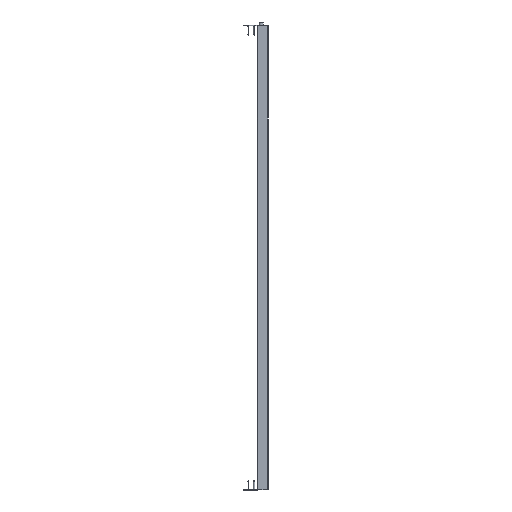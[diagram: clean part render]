
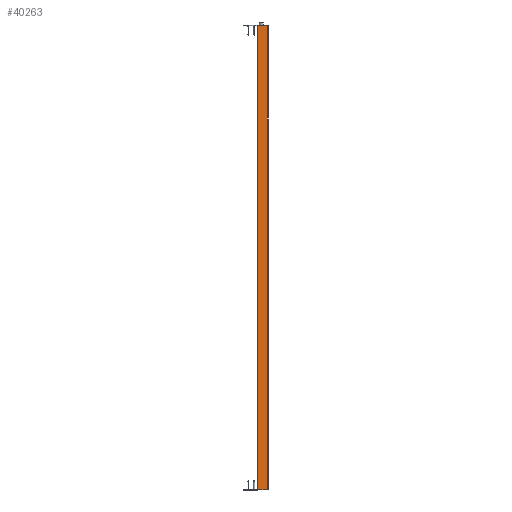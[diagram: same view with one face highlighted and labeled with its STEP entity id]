
A CAD part, left-side view. The second image highlights one B-rep face of the part: STEP entity #40263.
In plain terms, the highlighted planar face has unit normal (-1, 0, 0).
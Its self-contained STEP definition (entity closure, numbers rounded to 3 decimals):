
#2358 = EDGE_CURVE ( 'NONE', #8566, #5750, #29805, .T. ) ;
#4289 = CARTESIAN_POINT ( 'NONE',  ( -10., 0., 958. ) ) ;
#5062 = VECTOR ( 'NONE', #22610, 1000. ) ;
#5750 = VERTEX_POINT ( 'NONE', #39079 ) ;
#5936 = VERTEX_POINT ( 'NONE', #4289 ) ;
#5964 = CARTESIAN_POINT ( 'NONE',  ( -10., -19., 958. ) ) ;
#6077 = ORIENTED_EDGE ( 'NONE', *, *, #2358, .T. ) ;
#7066 = DIRECTION ( 'NONE',  ( 1., 0., 0. ) ) ;
#7875 = DIRECTION ( 'NONE',  ( 0., 0., -1. ) ) ;
#7962 = LINE ( 'NONE', #29961, #26179 ) ;
#8566 = VERTEX_POINT ( 'NONE', #39057 ) ;
#8872 = EDGE_LOOP ( 'NONE', ( #32663, #38848, #6077, #34302 ) ) ;
#10698 = PLANE ( 'NONE',  #34761 ) ;
#11926 = CARTESIAN_POINT ( 'NONE',  ( -10., 1., 0. ) ) ;
#14830 = FACE_OUTER_BOUND ( 'NONE', #8872, .T. ) ;
#16317 = VECTOR ( 'NONE', #7875, 1000. ) ;
#21824 = VECTOR ( 'NONE', #22563, 1000. ) ;
#22409 = EDGE_CURVE ( 'NONE', #31466, #5750, #40967, .T. ) ;
#22478 = DIRECTION ( 'NONE',  ( 0., -1., 0. ) ) ;
#22543 = CARTESIAN_POINT ( 'NONE',  ( -10., 1., 958. ) ) ;
#22563 = DIRECTION ( 'NONE',  ( 0., -1., 0. ) ) ;
#22610 = DIRECTION ( 'NONE',  ( 0., 0., -1. ) ) ;
#25982 = LINE ( 'NONE', #33477, #5062 ) ;
#26179 = VECTOR ( 'NONE', #22478, 1000. ) ;
#26602 = EDGE_CURVE ( 'NONE', #5936, #8566, #25982, .T. ) ;
#29805 = LINE ( 'NONE', #11926, #21824 ) ;
#29961 = CARTESIAN_POINT ( 'NONE',  ( -10., 1., 958. ) ) ;
#31466 = VERTEX_POINT ( 'NONE', #5964 ) ;
#32663 = ORIENTED_EDGE ( 'NONE', *, *, #36666, .F. ) ;
#32922 = DIRECTION ( 'NONE',  ( 0., 1., 0. ) ) ;
#33477 = CARTESIAN_POINT ( 'NONE',  ( -10., 0., 958. ) ) ;
#34302 = ORIENTED_EDGE ( 'NONE', *, *, #22409, .F. ) ;
#34761 = AXIS2_PLACEMENT_3D ( 'NONE', #22543, #7066, #32922 ) ;
#36666 = EDGE_CURVE ( 'NONE', #5936, #31466, #7962, .T. ) ;
#38848 = ORIENTED_EDGE ( 'NONE', *, *, #26602, .T. ) ;
#39057 = CARTESIAN_POINT ( 'NONE',  ( -10., 0., 0. ) ) ;
#39079 = CARTESIAN_POINT ( 'NONE',  ( -10., -19., 0. ) ) ;
#40263 = ADVANCED_FACE ( 'NONE', ( #14830 ), #10698, .F. ) ;
#40967 = LINE ( 'NONE', #41679, #16317 ) ;
#41679 = CARTESIAN_POINT ( 'NONE',  ( -10., -19., 958. ) ) ;
